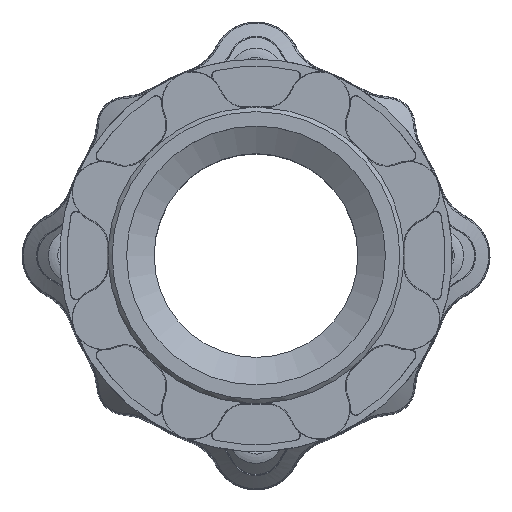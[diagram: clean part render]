
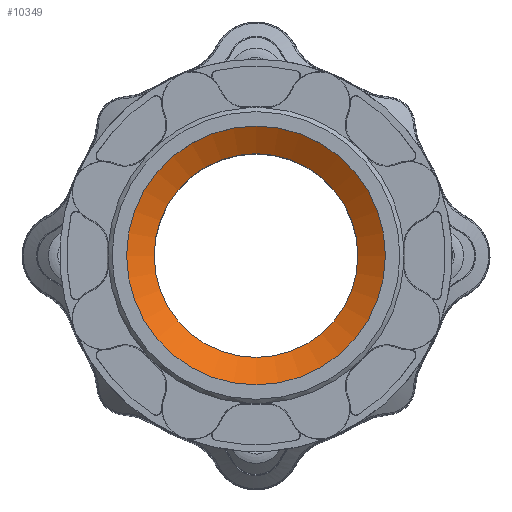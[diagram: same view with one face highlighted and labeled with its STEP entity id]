
A CAD part, top view. The second image highlights one B-rep face of the part: STEP entity #10349.
In plain terms, the highlighted conical face has half-angle 58.895 degrees and reference radius 74 mm.
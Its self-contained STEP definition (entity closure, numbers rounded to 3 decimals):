
#2141 = CARTESIAN_POINT ( 'NONE',  ( 94., 0., 48.635 ) ) ;
#2143 = CARTESIAN_POINT ( 'NONE',  ( 74., 0., 36.568 ) ) ;
#4323 = EDGE_LOOP ( 'NONE', ( #4589 ) ) ;
#4325 = EDGE_LOOP ( 'NONE', ( #4590 ) ) ;
#4589 = ORIENTED_EDGE ( 'NONE', *, *, #12871, .T. ) ;
#4590 = ORIENTED_EDGE ( 'NONE', *, *, #12873, .F. ) ;
#7683 = DIRECTION ( 'NONE',  ( 1., 0., 0. ) ) ;
#7684 = CARTESIAN_POINT ( 'NONE',  ( 0., 0., 36.568 ) ) ;
#7685 = DIRECTION ( 'NONE',  ( 0., 0., 1. ) ) ;
#10120 = AXIS2_PLACEMENT_3D ( 'NONE', #7684, #7685, #7683 ) ;
#10349 = ADVANCED_FACE ( 'NONE', ( #26021, #26027 ), #26036, .F. ) ;
#12871 = EDGE_CURVE ( 'NONE', #23664, #23664, #26611, .T. ) ;
#12873 = EDGE_CURVE ( 'NONE', #23665, #23665, #26616, .T. ) ;
#15056 = AXIS2_PLACEMENT_3D ( 'NONE', #15901, #15903, #15905 ) ;
#15058 = AXIS2_PLACEMENT_3D ( 'NONE', #15910, #15912, #15914 ) ;
#15901 = CARTESIAN_POINT ( 'NONE',  ( 0., 0., 48.635 ) ) ;
#15903 = DIRECTION ( 'NONE',  ( 0., 0., 1. ) ) ;
#15905 = DIRECTION ( 'NONE',  ( 1., 0., 0. ) ) ;
#15910 = CARTESIAN_POINT ( 'NONE',  ( 0., 0., 36.568 ) ) ;
#15912 = DIRECTION ( 'NONE',  ( 0., 0., 1. ) ) ;
#15914 = DIRECTION ( 'NONE',  ( 1., 0., 0. ) ) ;
#23664 = VERTEX_POINT ( 'NONE', #2141 ) ;
#23665 = VERTEX_POINT ( 'NONE', #2143 ) ;
#26021 = FACE_OUTER_BOUND ( 'NONE', #4323, .T. ) ;
#26027 = FACE_BOUND ( 'NONE', #4325, .T. ) ;
#26036 = CONICAL_SURFACE ( 'NONE', #10120, 74., 1.028 ) ;
#26611 = CIRCLE ( 'NONE', #15056, 94. ) ;
#26616 = CIRCLE ( 'NONE', #15058, 74. ) ;
